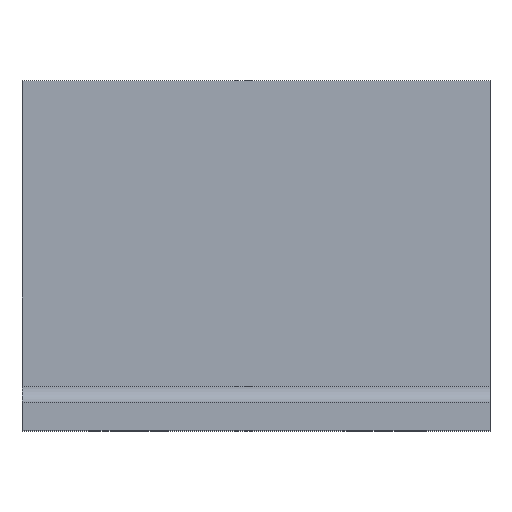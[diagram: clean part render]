
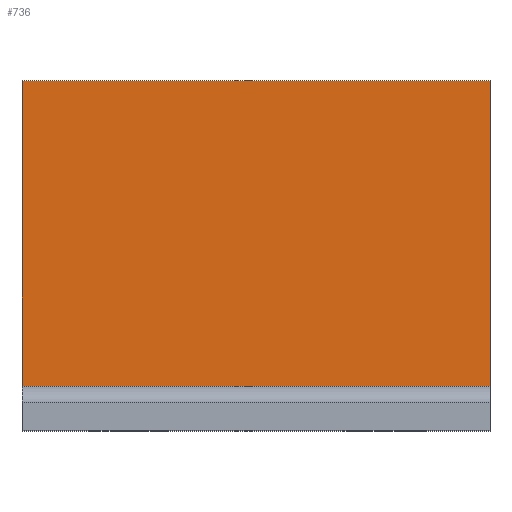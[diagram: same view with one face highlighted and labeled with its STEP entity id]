
A CAD part, top view. The second image highlights one B-rep face of the part: STEP entity #736.
In plain terms, the highlighted planar face has unit normal (0, 0, 1).
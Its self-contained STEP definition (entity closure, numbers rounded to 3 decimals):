
#4 = DIRECTION ( 'NONE',  ( 0., -1., 0. ) ) ;
#9 = CARTESIAN_POINT ( 'NONE',  ( 20., 1.937, 0. ) ) ;
#21 = AXIS2_PLACEMENT_3D ( 'NONE', #175, #242, #299 ) ;
#23 = VERTEX_POINT ( 'NONE', #732 ) ;
#30 = VECTOR ( 'NONE', #245, 1000. ) ;
#37 = EDGE_CURVE ( 'NONE', #584, #23, #335, .T. ) ;
#40 = ORIENTED_EDGE ( 'NONE', *, *, #37, .T. ) ;
#100 = VERTEX_POINT ( 'NONE', #747 ) ;
#157 = CARTESIAN_POINT ( 'NONE',  ( 20., 1.937, 0. ) ) ;
#175 = CARTESIAN_POINT ( 'NONE',  ( 0., 0., 0. ) ) ;
#176 = FACE_OUTER_BOUND ( 'NONE', #403, .T. ) ;
#208 = LINE ( 'NONE', #406, #703 ) ;
#241 = EDGE_CURVE ( 'NONE', #23, #404, #714, .T. ) ;
#242 = DIRECTION ( 'NONE',  ( 0., 0., -1. ) ) ;
#245 = DIRECTION ( 'NONE',  ( -1., 0., 0. ) ) ;
#274 = ORIENTED_EDGE ( 'NONE', *, *, #241, .T. ) ;
#299 = DIRECTION ( 'NONE',  ( -1., 0., 0. ) ) ;
#321 = ORIENTED_EDGE ( 'NONE', *, *, #717, .F. ) ;
#335 = LINE ( 'NONE', #685, #610 ) ;
#394 = DIRECTION ( 'NONE',  ( 0., 1., 0. ) ) ;
#403 = EDGE_LOOP ( 'NONE', ( #321, #40, #274, #616 ) ) ;
#404 = VERTEX_POINT ( 'NONE', #528 ) ;
#406 = CARTESIAN_POINT ( 'NONE',  ( 0., 0., 0. ) ) ;
#430 = LINE ( 'NONE', #9, #30 ) ;
#466 = CARTESIAN_POINT ( 'NONE',  ( 0., 15., 0. ) ) ;
#521 = PLANE ( 'NONE',  #21 ) ;
#528 = CARTESIAN_POINT ( 'NONE',  ( 0., 15., 0. ) ) ;
#529 = DIRECTION ( 'NONE',  ( -1., 0., 0. ) ) ;
#566 = VECTOR ( 'NONE', #529, 1000. ) ;
#584 = VERTEX_POINT ( 'NONE', #157 ) ;
#610 = VECTOR ( 'NONE', #394, 1000. ) ;
#616 = ORIENTED_EDGE ( 'NONE', *, *, #661, .T. ) ;
#661 = EDGE_CURVE ( 'NONE', #404, #100, #208, .T. ) ;
#685 = CARTESIAN_POINT ( 'NONE',  ( 20., 0., 0. ) ) ;
#703 = VECTOR ( 'NONE', #4, 1000. ) ;
#714 = LINE ( 'NONE', #466, #566 ) ;
#717 = EDGE_CURVE ( 'NONE', #584, #100, #430, .T. ) ;
#732 = CARTESIAN_POINT ( 'NONE',  ( 20., 15., 0. ) ) ;
#736 = ADVANCED_FACE ( 'NONE', ( #176 ), #521, .F. ) ;
#747 = CARTESIAN_POINT ( 'NONE',  ( 0., 1.937, 0. ) ) ;
